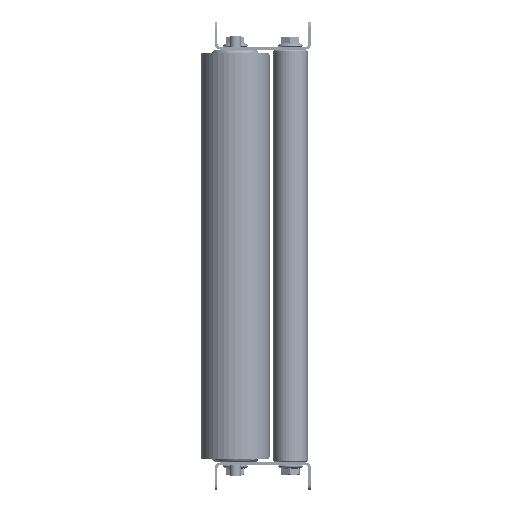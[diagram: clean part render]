
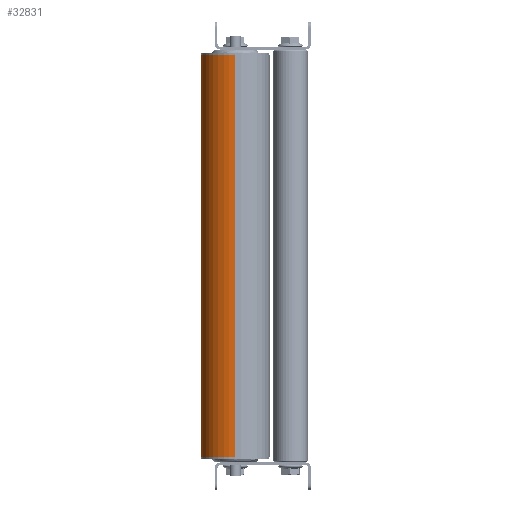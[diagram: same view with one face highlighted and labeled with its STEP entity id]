
A CAD part, left-side view. The second image highlights one B-rep face of the part: STEP entity #32831.
In plain terms, the highlighted cylindrical face has radius 25 mm (diameter 50 mm), a partial arc.
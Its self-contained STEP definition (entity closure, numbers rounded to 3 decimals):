
#282 = ORIENTED_EDGE ( 'NONE', *, *, #33180, .T. ) ;
#796 = VERTEX_POINT ( 'NONE', #32330 ) ;
#992 = LINE ( 'NONE', #28590, #14691 ) ;
#4796 = CARTESIAN_POINT ( 'NONE',  ( 292.6, 0., 25. ) ) ;
#6220 = DIRECTION ( 'NONE',  ( 1., 0., 0. ) ) ;
#10514 = EDGE_CURVE ( 'NONE', #33605, #43230, #24699, .T. ) ;
#11906 = EDGE_CURVE ( 'NONE', #47878, #796, #992, .T. ) ;
#12280 = VECTOR ( 'NONE', #21229, 1000. ) ;
#14691 = VECTOR ( 'NONE', #24629, 1000. ) ;
#16835 = EDGE_LOOP ( 'NONE', ( #21138, #41474, #282, #30414 ) ) ;
#16979 = FACE_OUTER_BOUND ( 'NONE', #16835, .T. ) ;
#17241 = DIRECTION ( 'NONE',  ( 0., 0., 1. ) ) ;
#19316 = CARTESIAN_POINT ( 'NONE',  ( 292.6, 0., -25. ) ) ;
#20135 = AXIS2_PLACEMENT_3D ( 'NONE', #50378, #50121, #17241 ) ;
#20992 = CIRCLE ( 'NONE', #52313, 25. ) ;
#21138 = ORIENTED_EDGE ( 'NONE', *, *, #37662, .F. ) ;
#21229 = DIRECTION ( 'NONE',  ( -1., 0., 0. ) ) ;
#23590 = CARTESIAN_POINT ( 'NONE',  ( 0., 0., 25. ) ) ;
#24629 = DIRECTION ( 'NONE',  ( -1., 0., 0. ) ) ;
#24699 = LINE ( 'NONE', #4796, #12280 ) ;
#28590 = CARTESIAN_POINT ( 'NONE',  ( 292.6, 0., -25. ) ) ;
#28756 = CIRCLE ( 'NONE', #41393, 25. ) ;
#29648 = CARTESIAN_POINT ( 'NONE',  ( 292.6, 0., 25. ) ) ;
#30414 = ORIENTED_EDGE ( 'NONE', *, *, #10514, .F. ) ;
#32330 = CARTESIAN_POINT ( 'NONE',  ( 0., 0., -25. ) ) ;
#32766 = CARTESIAN_POINT ( 'NONE',  ( 292.6, 0., 0. ) ) ;
#32831 = ADVANCED_FACE ( 'Fl�che1', ( #16979 ), #33913, .T. ) ;
#33180 = EDGE_CURVE ( 'NONE', #796, #43230, #20992, .T. ) ;
#33277 = DIRECTION ( 'NONE',  ( 1., 0., 0. ) ) ;
#33605 = VERTEX_POINT ( 'NONE', #29648 ) ;
#33913 = CYLINDRICAL_SURFACE ( 'NONE', #20135, 25. ) ;
#37662 = EDGE_CURVE ( 'NONE', #47878, #33605, #28756, .T. ) ;
#37760 = DIRECTION ( 'NONE',  ( 0., 0., -1. ) ) ;
#41393 = AXIS2_PLACEMENT_3D ( 'NONE', #32766, #33277, #49462 ) ;
#41474 = ORIENTED_EDGE ( 'NONE', *, *, #11906, .T. ) ;
#41995 = CARTESIAN_POINT ( 'NONE',  ( 0., 0., 0. ) ) ;
#43230 = VERTEX_POINT ( 'NONE', #23590 ) ;
#47878 = VERTEX_POINT ( 'NONE', #19316 ) ;
#49462 = DIRECTION ( 'NONE',  ( 0., 0., -1. ) ) ;
#50121 = DIRECTION ( 'NONE',  ( -1., 0., 0. ) ) ;
#50378 = CARTESIAN_POINT ( 'NONE',  ( 292.6, 0., 0. ) ) ;
#52313 = AXIS2_PLACEMENT_3D ( 'NONE', #41995, #6220, #37760 ) ;
